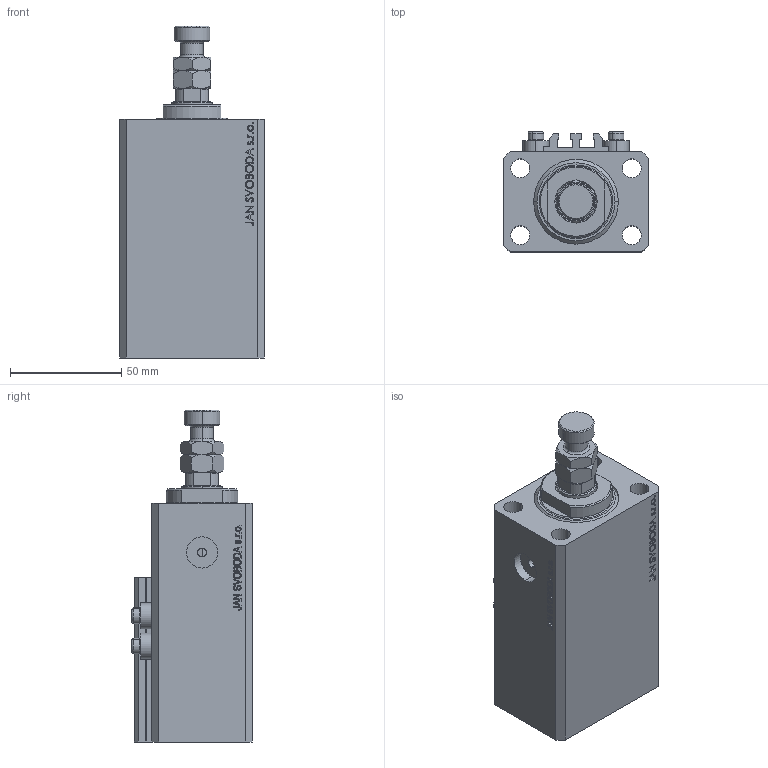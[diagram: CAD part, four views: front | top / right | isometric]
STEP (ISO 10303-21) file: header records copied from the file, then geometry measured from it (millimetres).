
FILE_DESCRIPTION (( 'STEP AP203' ), '1' );
FILE_NAME ('f059.STEP', '2021-04-19T10:54:20', ( '' ), ( '' ), 'SwSTEP 2.0', 'SolidWorks 2019', '' );
FILE_SCHEMA (( 'CONFIG_CONTROL_DESIGN' ));
Length unit declared in the file: millimetre
Products named in the file (6): V250CE_C_VCP 6030614b33a58f75dbdd45ba403d00b3; V250CE_VC_C 6030614b33a58f75dbdd45ba403d00b3; MFA 6030614b33a58f75dbdd45ba403d00b3; ALLEN BOLT V250CE 6030614b33a58f75dbdd45ba403d00b3; f059; V250CE_C 6030614b33a58f75dbdd45ba403d00b3
Assembly tree (8 placements, depth 2):
  f059
    V250CE_C 6030614b33a58f75dbdd45ba403d00b3
    ALLEN BOLT V250CE 6030614b33a58f75dbdd45ba403d00b3  x4
    V250CE_C_VCP 6030614b33a58f75dbdd45ba403d00b3
    V250CE_VC_C 6030614b33a58f75dbdd45ba403d00b3
    MFA 6030614b33a58f75dbdd45ba403d00b3
Bounding box: 65 x 54 x 148.9 mm (x, y, z)
Volume: 294034.5 mm3; surface area: 78553.5 mm2
Topology: 9 solids, 9 shells, 1090 faces, 2714 edges, 1763 vertices
Faces by surface type: plane 520, bspline 374, cylinder 92, cone 86, torus 18
Entity records: 48993 total; most frequent: CARTESIAN_POINT 26423, ORIENTED_EDGE 5118, DIRECTION 3259, EDGE_CURVE 2559, VERTEX_POINT 1679, LINE 1509, VECTOR 1509, EDGE_LOOP 1142
